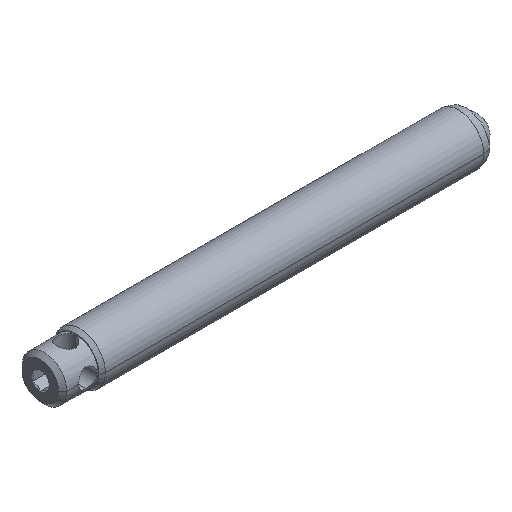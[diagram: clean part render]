
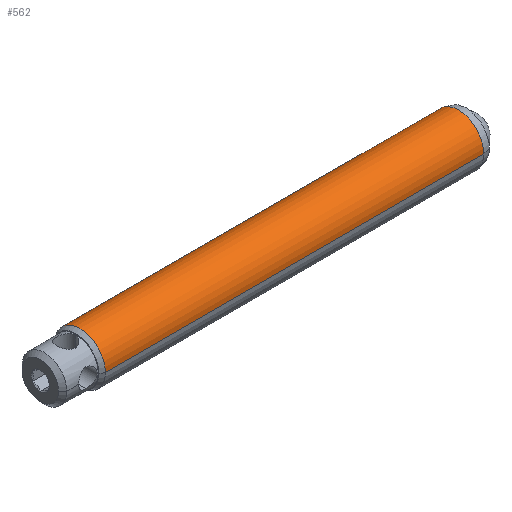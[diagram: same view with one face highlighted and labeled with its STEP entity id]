
A CAD part, isometric view. The second image highlights one B-rep face of the part: STEP entity #562.
In plain terms, the highlighted cylindrical face has radius 3.175 mm (diameter 6.35 mm), a partial arc.
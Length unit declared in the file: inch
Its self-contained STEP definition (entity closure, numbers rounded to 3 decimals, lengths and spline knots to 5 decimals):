
#21 = DIRECTION ( 'NONE',  ( 1., 0., 0. ) ) ;
#23 = CARTESIAN_POINT ( 'NONE',  ( 1.61117, -0.125, 0. ) ) ;
#32 = DIRECTION ( 'NONE',  ( 0., 1., 0. ) ) ;
#119 = CARTESIAN_POINT ( 'NONE',  ( -0.1425, 0.125, 0. ) ) ;
#122 = AXIS2_PLACEMENT_3D ( 'NONE', #1201, #21, #32 ) ;
#157 = DIRECTION ( 'NONE',  ( 0., 1., 0. ) ) ;
#164 = DIRECTION ( 'NONE',  ( 1., 0., 0. ) ) ;
#353 = EDGE_CURVE ( 'NONE', #398, #1954, #1152, .T. ) ;
#355 = CARTESIAN_POINT ( 'NONE',  ( 1.61117, 0.125, 0. ) ) ;
#363 = LINE ( 'NONE', #355, #2137 ) ;
#382 = CIRCLE ( 'NONE', #663, 0.125 ) ;
#398 = VERTEX_POINT ( 'NONE', #666 ) ;
#562 = ADVANCED_FACE ( 'NONE', ( #1122 ), #1443, .T. ) ;
#663 = AXIS2_PLACEMENT_3D ( 'NONE', #1176, #164, #1348 ) ;
#666 = CARTESIAN_POINT ( 'NONE',  ( -0.1425, -0.125, 0. ) ) ;
#810 = EDGE_CURVE ( 'NONE', #1787, #1426, #363, .T. ) ;
#863 = EDGE_CURVE ( 'NONE', #1787, #398, #1915, .T. ) ;
#864 = CARTESIAN_POINT ( 'NONE',  ( -0.1425, 0., 0. ) ) ;
#881 = ORIENTED_EDGE ( 'NONE', *, *, #863, .T. ) ;
#884 = EDGE_CURVE ( 'NONE', #1426, #1954, #382, .T. ) ;
#1059 = CARTESIAN_POINT ( 'NONE',  ( 1.72018, 0.125, 0. ) ) ;
#1100 = VECTOR ( 'NONE', #1323, 39.37008 ) ;
#1122 = FACE_OUTER_BOUND ( 'NONE', #2145, .T. ) ;
#1152 = LINE ( 'NONE', #23, #1100 ) ;
#1169 = DIRECTION ( 'NONE',  ( 1., 0., 0. ) ) ;
#1176 = CARTESIAN_POINT ( 'NONE',  ( 1.72018, 0., 0. ) ) ;
#1201 = CARTESIAN_POINT ( 'NONE',  ( 1.61117, 0., 0. ) ) ;
#1268 = ORIENTED_EDGE ( 'NONE', *, *, #353, .T. ) ;
#1323 = DIRECTION ( 'NONE',  ( 1., 0., 0. ) ) ;
#1348 = DIRECTION ( 'NONE',  ( 0., 1., 0. ) ) ;
#1362 = DIRECTION ( 'NONE',  ( 1., 0., 0. ) ) ;
#1424 = ORIENTED_EDGE ( 'NONE', *, *, #884, .F. ) ;
#1426 = VERTEX_POINT ( 'NONE', #1059 ) ;
#1443 = CYLINDRICAL_SURFACE ( 'NONE', #122, 0.125 ) ;
#1665 = ORIENTED_EDGE ( 'NONE', *, *, #810, .F. ) ;
#1787 = VERTEX_POINT ( 'NONE', #119 ) ;
#1909 = CARTESIAN_POINT ( 'NONE',  ( 1.72018, -0.125, 0. ) ) ;
#1915 = CIRCLE ( 'NONE', #1964, 0.125 ) ;
#1954 = VERTEX_POINT ( 'NONE', #1909 ) ;
#1964 = AXIS2_PLACEMENT_3D ( 'NONE', #864, #1169, #157 ) ;
#2137 = VECTOR ( 'NONE', #1362, 39.37008 ) ;
#2145 = EDGE_LOOP ( 'NONE', ( #881, #1268, #1424, #1665 ) ) ;
